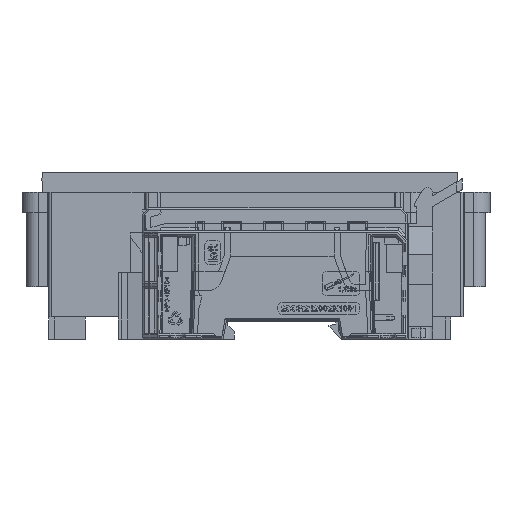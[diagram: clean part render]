
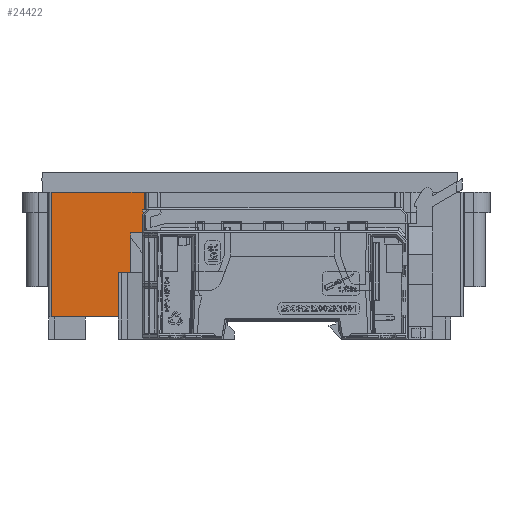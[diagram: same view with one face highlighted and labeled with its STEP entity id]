
A CAD part, front view. The second image highlights one B-rep face of the part: STEP entity #24422.
In plain terms, the highlighted planar face has unit normal (0, -1, 0).
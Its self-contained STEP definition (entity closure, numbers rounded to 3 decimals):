
#604 = LINE ( 'NONE', #56196, #52282 ) ;
#670 = VERTEX_POINT ( 'NONE', #59838 ) ;
#728 = DIRECTION ( 'NONE',  ( 0., 0., 1. ) ) ;
#1514 = EDGE_CURVE ( 'NONE', #15758, #9128, #604, .T. ) ;
#3365 = LINE ( 'NONE', #53813, #43376 ) ;
#5909 = CARTESIAN_POINT ( 'NONE',  ( 98.9, 30., 0. ) ) ;
#8189 = EDGE_CURVE ( 'NONE', #670, #67017, #3365, .T. ) ;
#8740 = ORIENTED_EDGE ( 'NONE', *, *, #52631, .F. ) ;
#9128 = VERTEX_POINT ( 'NONE', #5909 ) ;
#9993 = LINE ( 'NONE', #15381, #61617 ) ;
#12488 = CARTESIAN_POINT ( 'NONE',  ( 98.9, 30., -0.8 ) ) ;
#15381 = CARTESIAN_POINT ( 'NONE',  ( 98.9, 30., -40.2 ) ) ;
#15758 = VERTEX_POINT ( 'NONE', #55492 ) ;
#18079 = DIRECTION ( 'NONE',  ( 0., 0., -1. ) ) ;
#20941 = DIRECTION ( 'NONE',  ( 0., 0., 1. ) ) ;
#24422 = ADVANCED_FACE ( 'NONE', ( #61276 ), #39217, .T. ) ;
#26194 = VECTOR ( 'NONE', #53204, 1000. ) ;
#38355 = EDGE_LOOP ( 'NONE', ( #44663, #65805, #8740, #68709 ) ) ;
#39217 = PLANE ( 'NONE',  #56318 ) ;
#43376 = VECTOR ( 'NONE', #728, 1000. ) ;
#44663 = ORIENTED_EDGE ( 'NONE', *, *, #58244, .F. ) ;
#48048 = CARTESIAN_POINT ( 'NONE',  ( 98.9, 30., 0. ) ) ;
#52282 = VECTOR ( 'NONE', #20941, 1000. ) ;
#52631 = EDGE_CURVE ( 'NONE', #15758, #670, #9993, .T. ) ;
#53204 = DIRECTION ( 'NONE',  ( 1., 0., 0. ) ) ;
#53813 = CARTESIAN_POINT ( 'NONE',  ( 69., 30., -0.8 ) ) ;
#54490 = LINE ( 'NONE', #48048, #26194 ) ;
#55492 = CARTESIAN_POINT ( 'NONE',  ( 98.9, 30., -40.2 ) ) ;
#56196 = CARTESIAN_POINT ( 'NONE',  ( 98.9, 30., -0.8 ) ) ;
#56318 = AXIS2_PLACEMENT_3D ( 'NONE', #12488, #65742, #18079 ) ;
#58244 = EDGE_CURVE ( 'NONE', #67017, #9128, #54490, .T. ) ;
#59838 = CARTESIAN_POINT ( 'NONE',  ( 69., 30., -40.2 ) ) ;
#61276 = FACE_OUTER_BOUND ( 'NONE', #38355, .T. ) ;
#61617 = VECTOR ( 'NONE', #66716, 1000. ) ;
#62672 = CARTESIAN_POINT ( 'NONE',  ( 69., 30., 0. ) ) ;
#65742 = DIRECTION ( 'NONE',  ( 0., -1., 0. ) ) ;
#65805 = ORIENTED_EDGE ( 'NONE', *, *, #8189, .F. ) ;
#66716 = DIRECTION ( 'NONE',  ( -1., 0., 0. ) ) ;
#67017 = VERTEX_POINT ( 'NONE', #62672 ) ;
#68709 = ORIENTED_EDGE ( 'NONE', *, *, #1514, .T. ) ;
